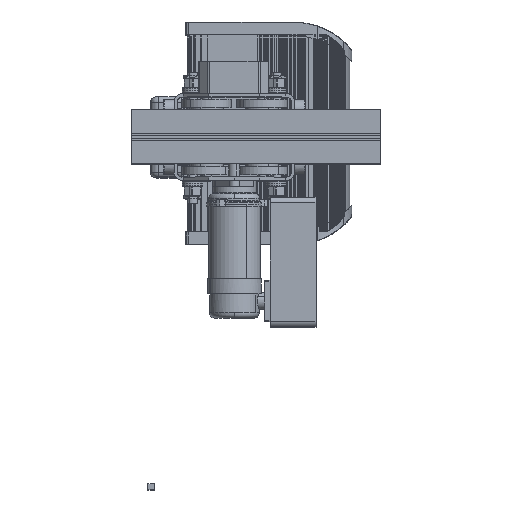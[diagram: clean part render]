
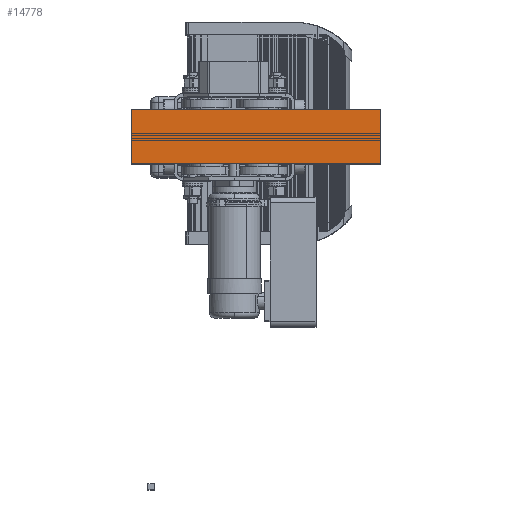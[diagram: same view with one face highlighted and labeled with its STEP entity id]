
A CAD part, top view. The second image highlights one B-rep face of the part: STEP entity #14778.
In plain terms, the highlighted planar face has unit normal (0, 0, 1).
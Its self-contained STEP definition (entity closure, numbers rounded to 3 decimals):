
#14778=ADVANCED_FACE('',(#34460),#34461,.T.);
#17317=EDGE_CURVE('',#32757,#34277,#38118,.T.);
#32757=VERTEX_POINT('',#61445);
#34277=VERTEX_POINT('',#66797);
#34460=FACE_OUTER_BOUND('',#70161,.T.);
#34461=PLANE('',#70162);
#38118=LINE('',#76565,#76566);
#61445=CARTESIAN_POINT('',(231.0,50.0,133.33));
#66797=CARTESIAN_POINT('',(231.0,-50.,133.33));
#70161=EDGE_LOOP('',(#110189,#110190,#110191,#110192));
#70162=AXIS2_PLACEMENT_3D('',#110193,#110194,#110195);
#76565=CARTESIAN_POINT('',(231.0,50.0,133.33));
#76566=VECTOR('',#116706,1.0);
#110189=ORIENTED_EDGE('',*,*,#140594,.T.);
#110190=ORIENTED_EDGE('',*,*,#140595,.F.);
#110191=ORIENTED_EDGE('',*,*,#17317,.F.);
#110192=ORIENTED_EDGE('',*,*,#137029,.T.);
#110193=CARTESIAN_POINT('',(231.0,0.,133.33));
#110194=DIRECTION('',(0.0,0.0,1.0));
#110195=DIRECTION('',(-0.0,1.0,-0.0));
#116706=DIRECTION('',(0.0,-1.0,0.0));
#137029=EDGE_CURVE('',#32757,#147899,#147901,.T.);
#140594=EDGE_CURVE('',#147899,#153051,#153052,.T.);
#140595=EDGE_CURVE('',#34277,#153051,#153053,.T.);
#147899=VERTEX_POINT('',#163471);
#147901=LINE('',#163474,#163475);
#153051=VERTEX_POINT('',#174014);
#153052=LINE('',#174015,#174016);
#153053=LINE('',#174017,#174018);
#163471=CARTESIAN_POINT('',(-231.0,50.0,133.33));
#163474=CARTESIAN_POINT('',(231.0,50.0,133.33));
#163475=VECTOR('',#185491,1.0);
#174014=CARTESIAN_POINT('',(-231.0,-50.,133.33));
#174015=CARTESIAN_POINT('',(-231.0,50.0,133.33));
#174016=VECTOR('',#189801,1.0);
#174017=CARTESIAN_POINT('',(231.0,-50.,133.33));
#174018=VECTOR('',#189802,1.0);
#185491=DIRECTION('',(-1.0,0.0,0.0));
#189801=DIRECTION('',(0.0,-1.0,0.0));
#189802=DIRECTION('',(-1.0,0.0,0.0));
